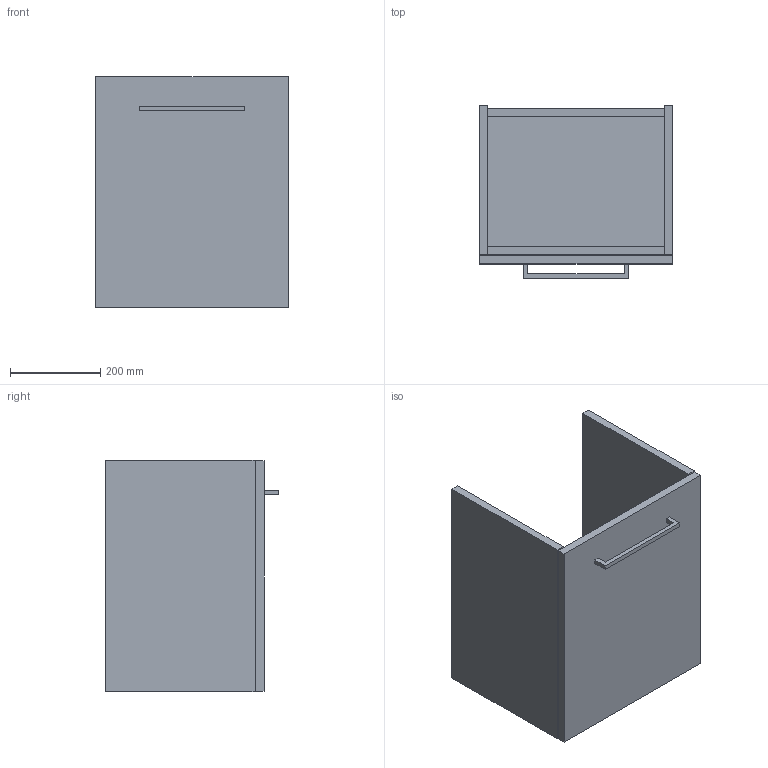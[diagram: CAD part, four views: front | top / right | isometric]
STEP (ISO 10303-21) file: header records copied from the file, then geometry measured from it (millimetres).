
FILE_DESCRIPTION(/* description */ (''),/* implementation_level */ '2;1');
FILE_NAME(/* name */ 'BX122_RFS.stp',/* time_stamp */ '2020-04-30T14:04:19+02:00',/* author */ ('StegeR'),/* organization */ (''),/* preprocessor_version */ 'ST-DEVELOPER v16.1',/* originating_system */ 'Autodesk Inventor 2016',/* authorisation */ '');
FILE_SCHEMA (('AUTOMOTIVE_DESIGN { 1 0 10303 214 3 1 1 }'));
Length unit declared in the file: millimetre
Products named in the file (1): BX122_RFS
Bounding box: 430 x 384 x 514 mm (x, y, z)
Volume: 13422686.3 mm3; surface area: 1666217.7 mm2
Topology: 7 solids, 7 shells, 50 faces, 102 edges, 68 vertices
Faces by surface type: plane 48, cylinder 2
Full cylindrical faces by diameter (mm): 4 x2
Entity records: 1298 total; most frequent: CARTESIAN_POINT 219, DIRECTION 206, ORIENTED_EDGE 200, EDGE_CURVE 100, LINE 96, VECTOR 96, VERTEX_POINT 68, AXIS2_PLACEMENT_3D 55
